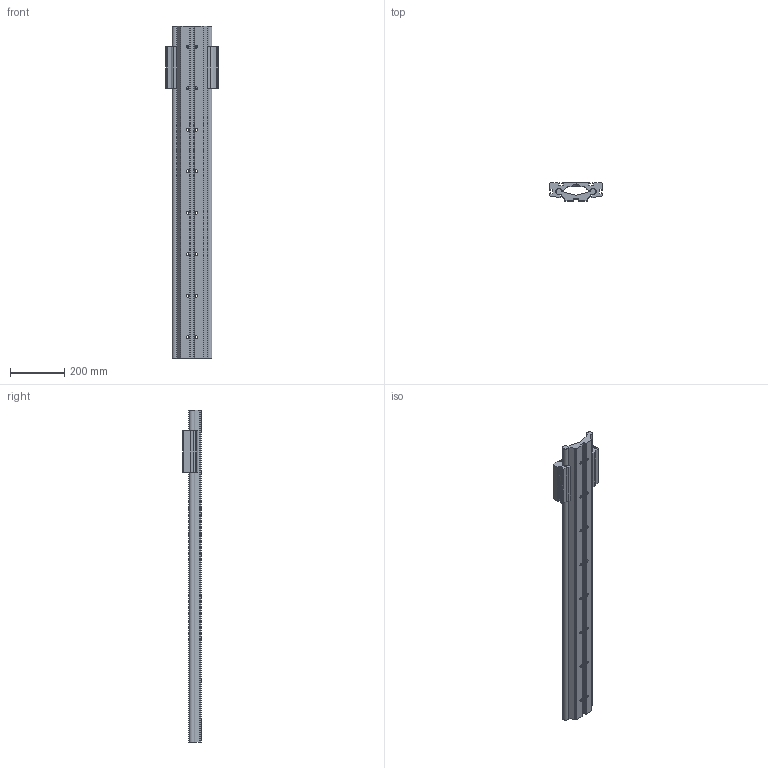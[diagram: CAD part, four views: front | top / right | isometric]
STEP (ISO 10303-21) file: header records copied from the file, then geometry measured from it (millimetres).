
FILE_DESCRIPTION (( 'STEP AP214' ), '1' );
FILE_NAME ('GST_F594FA6709.step', '2021-10-06T23:46:46', ( '' ), ( '' ), 'SwSTEP 2.0', 'SolidWorks 2019', '' );
FILE_SCHEMA (( 'AUTOMOTIVE_DESIGN' ));
Length unit declared in the file: inch
Products named in the file (5): ZvINFbstLC_CADModel_1; ZvINFbstLC_CADModel_0; GST_F594FA6709
Assembly tree (2 placements, depth 2):
  GST_F594FA6709
    ZvINFbstLC_CADModel_1
    ZvINFbstLC_CADModel_0
  ZvINFbstLC_CADModel_1
  ZvINFbstLC_CADModel_0
Bounding box: 192.53 x 66.67 x 1219.2 mm (x, y, z)
Volume: 4504053.2 mm3; surface area: 617320.9 mm2
Topology: 6 solids, 6 shells, 319 faces, 887 edges, 586 vertices
Faces by surface type: plane 178, cylinder 137, cone 3, sphere 1
Entity records: 14848 total; most frequent: CARTESIAN_POINT 2248, ORIENTED_EDGE 1774, DIRECTION 1695, EDGE_CURVE 887, VERTEX_POINT 586, AXIS2_PLACEMENT_3D 573, VECTOR 549, LINE 549
